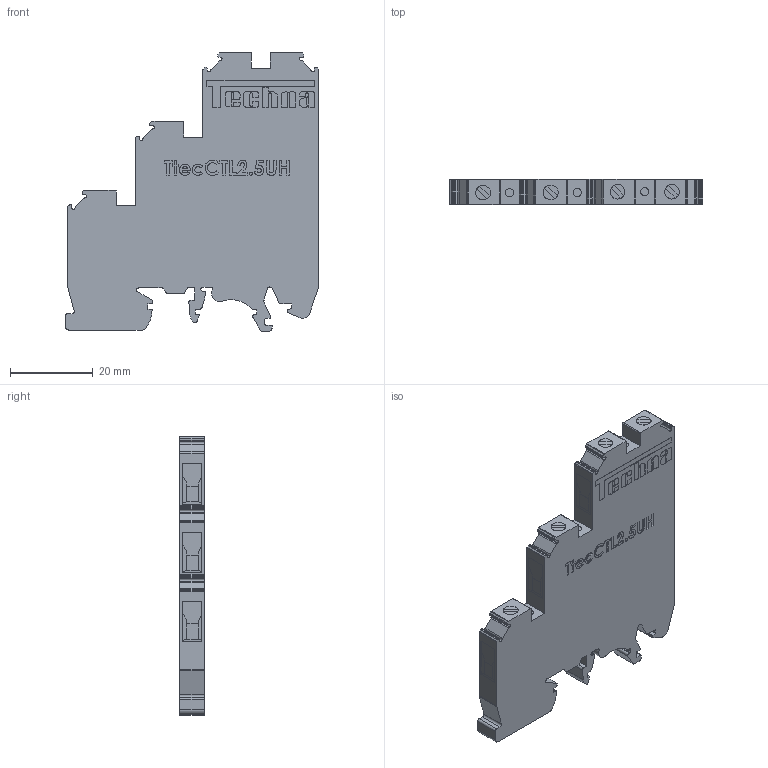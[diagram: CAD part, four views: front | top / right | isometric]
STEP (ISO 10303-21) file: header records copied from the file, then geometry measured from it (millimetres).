
FILE_DESCRIPTION (( 'STEP AP214' ), '1' );
FILE_NAME ('TtecCTL2.5UH.STEP', '2020-07-06T14:15:54', ( '' ), ( '' ), 'SwSTEP 2.0', 'SolidWorks 2020', '' );
FILE_SCHEMA (( 'AUTOMOTIVE_DESIGN' ));
Length unit declared in the file: millimetre
Products named in the file (1): TtecCTL2.5UH
Bounding box: 61.2 x 6 x 67.29 mm (x, y, z)
Volume: 17124.4 mm3; surface area: 7878.9 mm2
Topology: 1 solids, 1 shells, 849 faces, 2366 edges, 1572 vertices
Faces by surface type: plane 510, cylinder 245, bspline 94
Entity records: 38358 total; most frequent: CARTESIAN_POINT 10690, ORIENTED_EDGE 4732, DIRECTION 4196, EDGE_CURVE 2366, LINE 1672, VECTOR 1672, VERTEX_POINT 1572, AXIS2_PLACEMENT_3D 1262
